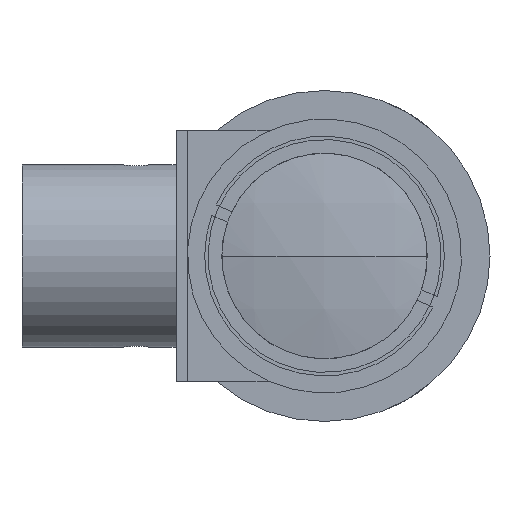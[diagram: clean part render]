
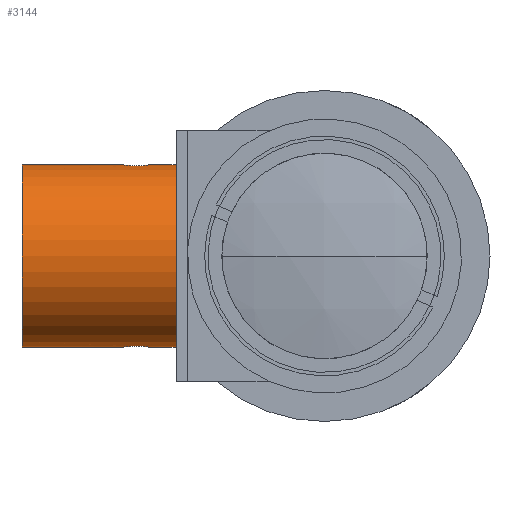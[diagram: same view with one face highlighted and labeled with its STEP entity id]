
A CAD part, left-side view. The second image highlights one B-rep face of the part: STEP entity #3144.
In plain terms, the highlighted cylindrical face has radius 8 mm (diameter 16 mm), a partial arc.
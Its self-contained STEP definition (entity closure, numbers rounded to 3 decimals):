
#2 = CARTESIAN_POINT ( 'NONE',  ( 44.943, 15.871, 7.925 ) ) ;
#21 = CARTESIAN_POINT ( 'NONE',  ( 45.87, 17.742, 7.999 ) ) ;
#43 = EDGE_CURVE ( 'NONE', #3755, #2564, #3470, .T. ) ;
#62 = CARTESIAN_POINT ( 'NONE',  ( 45.036, 17.269, -7.938 ) ) ;
#127 = EDGE_CURVE ( 'NONE', #3427, #3486, #1418, .T. ) ;
#150 = EDGE_CURVE ( 'NONE', #248, #1581, #3442, .T. ) ;
#215 = CARTESIAN_POINT ( 'NONE',  ( 46.035, 13., 8. ) ) ;
#246 = DIRECTION ( 'NONE',  ( 0., 1., 0. ) ) ;
#248 = VERTEX_POINT ( 'NONE', #1454 ) ;
#266 = CARTESIAN_POINT ( 'NONE',  ( 44.818, 16.828, -7.907 ) ) ;
#282 = CARTESIAN_POINT ( 'NONE',  ( 45.953, 15.25, -8. ) ) ;
#300 = CARTESIAN_POINT ( 'NONE',  ( 44.785, 16.336, 7.902 ) ) ;
#318 = CARTESIAN_POINT ( 'NONE',  ( 46.035, 17.75, 8. ) ) ;
#449 = AXIS2_PLACEMENT_3D ( 'NONE', #1277, #3374, #1573 ) ;
#457 = CARTESIAN_POINT ( 'NONE',  ( 46.035, 26.5, -8. ) ) ;
#566 = CARTESIAN_POINT ( 'NONE',  ( 44.785, 16.419, -7.902 ) ) ;
#601 = CARTESIAN_POINT ( 'NONE',  ( 44.793, 16.664, 7.903 ) ) ;
#644 = EDGE_CURVE ( 'NONE', #3138, #248, #1673, .T. ) ;
#688 = LINE ( 'NONE', #3338, #2168 ) ;
#734 = CARTESIAN_POINT ( 'NONE',  ( 45.404, 17.592, -7.977 ) ) ;
#835 = LINE ( 'NONE', #215, #2320 ) ;
#865 = CARTESIAN_POINT ( 'NONE',  ( 44.825, 16.175, -7.908 ) ) ;
#894 = CARTESIAN_POINT ( 'NONE',  ( 44.849, 16.903, 7.912 ) ) ;
#952 = EDGE_CURVE ( 'NONE', #3427, #2564, #688, .T. ) ;
#962 = DIRECTION ( 'NONE',  ( 0., 1., 0. ) ) ;
#1015 = ORIENTED_EDGE ( 'NONE', *, *, #1197, .F. ) ;
#1035 = AXIS2_PLACEMENT_3D ( 'NONE', #1292, #2490, #3096 ) ;
#1085 = ORIENTED_EDGE ( 'NONE', *, *, #952, .F. ) ;
#1157 = CARTESIAN_POINT ( 'NONE',  ( 44.943, 15.87, -7.925 ) ) ;
#1176 = CARTESIAN_POINT ( 'NONE',  ( 46.035, 15.25, 8. ) ) ;
#1190 = CARTESIAN_POINT ( 'NONE',  ( 45.034, 17.267, 7.938 ) ) ;
#1197 = EDGE_CURVE ( 'NONE', #3138, #3280, #3026, .T. ) ;
#1218 = CARTESIAN_POINT ( 'NONE',  ( 45.707, 17.717, -7.995 ) ) ;
#1277 = CARTESIAN_POINT ( 'NONE',  ( 46.035, 13., 0. ) ) ;
#1292 = CARTESIAN_POINT ( 'NONE',  ( 46.035, 13., 0. ) ) ;
#1298 = CARTESIAN_POINT ( 'NONE',  ( 46.035, 17.75, 8. ) ) ;
#1376 = CARTESIAN_POINT ( 'NONE',  ( 46.035, 13., -8. ) ) ;
#1401 = CARTESIAN_POINT ( 'NONE',  ( 46.035, 26.5, 8. ) ) ;
#1418 = B_SPLINE_CURVE_WITH_KNOTS ( 'NONE', 3,
 ( #3164, #2866, #1218, #734, #2290, #62, #2034, #266, #2343, #566, #2654, #865, #2960, #1157, #3267, #1469, #3565, #1761, #3863, #2052, #282, #2361 ),
 .UNSPECIFIED., .F., .F.,
 ( 4, 2, 2, 2, 2, 2, 2, 2, 2, 2, 4 ),
 ( 0., 0., 0.001, 0.001, 0.002, 0.002, 0.002, 0.003, 0.003, 0.004, 0.004 ),
 .UNSPECIFIED. ) ;
#1427 = CARTESIAN_POINT ( 'NONE',  ( 46.035, 13., 8. ) ) ;
#1438 = EDGE_CURVE ( 'NONE', #3280, #3486, #3859, .T. ) ;
#1454 = CARTESIAN_POINT ( 'NONE',  ( 46.035, 15.25, 8. ) ) ;
#1469 = CARTESIAN_POINT ( 'NONE',  ( 45.267, 15.5, -7.964 ) ) ;
#1485 = CARTESIAN_POINT ( 'NONE',  ( 45.404, 15.408, 7.977 ) ) ;
#1500 = CARTESIAN_POINT ( 'NONE',  ( 45.405, 17.592, 7.977 ) ) ;
#1573 = DIRECTION ( 'NONE',  ( 0., 0., -1. ) ) ;
#1581 = VERTEX_POINT ( 'NONE', #1298 ) ;
#1592 = CARTESIAN_POINT ( 'NONE',  ( 46.035, 13., 8. ) ) ;
#1673 = LINE ( 'NONE', #1427, #3811 ) ;
#1761 = CARTESIAN_POINT ( 'NONE',  ( 45.632, 15.314, -7.99 ) ) ;
#1775 = CARTESIAN_POINT ( 'NONE',  ( 45.036, 15.731, 7.938 ) ) ;
#1788 = CARTESIAN_POINT ( 'NONE',  ( 45.71, 17.71, 7.994 ) ) ;
#1879 = DIRECTION ( 'NONE',  ( 0., -1., 0. ) ) ;
#2034 = CARTESIAN_POINT ( 'NONE',  ( 44.943, 17.129, -7.925 ) ) ;
#2052 = CARTESIAN_POINT ( 'NONE',  ( 45.87, 15.258, -7.999 ) ) ;
#2073 = CARTESIAN_POINT ( 'NONE',  ( 44.818, 16.172, 7.907 ) ) ;
#2090 = CARTESIAN_POINT ( 'NONE',  ( 45.953, 17.75, 8. ) ) ;
#2166 = DIRECTION ( 'NONE',  ( 0., 0., -1. ) ) ;
#2168 = VECTOR ( 'NONE', #2722, 1000. ) ;
#2177 = CARTESIAN_POINT ( 'NONE',  ( 46.035, 26.5, 0. ) ) ;
#2290 = CARTESIAN_POINT ( 'NONE',  ( 45.266, 17.499, -7.964 ) ) ;
#2320 = VECTOR ( 'NONE', #3188, 1000. ) ;
#2343 = CARTESIAN_POINT ( 'NONE',  ( 44.785, 16.664, -7.902 ) ) ;
#2349 = ORIENTED_EDGE ( 'NONE', *, *, #644, .T. ) ;
#2360 = CARTESIAN_POINT ( 'NONE',  ( 46.035, 17.75, -8. ) ) ;
#2361 = CARTESIAN_POINT ( 'NONE',  ( 46.035, 15.25, -8. ) ) ;
#2380 = CARTESIAN_POINT ( 'NONE',  ( 44.785, 16.581, 7.902 ) ) ;
#2425 = CARTESIAN_POINT ( 'NONE',  ( 46.035, 15.25, -8. ) ) ;
#2490 = DIRECTION ( 'NONE',  ( 0., 1., 0. ) ) ;
#2564 = VERTEX_POINT ( 'NONE', #457 ) ;
#2593 = EDGE_LOOP ( 'NONE', ( #2772, #1015, #2349, #3741, #3829, #2886, #1085, #3563 ) ) ;
#2654 = CARTESIAN_POINT ( 'NONE',  ( 44.793, 16.336, -7.903 ) ) ;
#2674 = EDGE_CURVE ( 'NONE', #1581, #3755, #835, .T. ) ;
#2689 = CARTESIAN_POINT ( 'NONE',  ( 44.825, 16.825, 7.908 ) ) ;
#2722 = DIRECTION ( 'NONE',  ( 0., 1., 0. ) ) ;
#2760 = CARTESIAN_POINT ( 'NONE',  ( 46.035, 13., -8. ) ) ;
#2772 = ORIENTED_EDGE ( 'NONE', *, *, #1438, .F. ) ;
#2866 = CARTESIAN_POINT ( 'NONE',  ( 45.869, 17.75, -8. ) ) ;
#2886 = ORIENTED_EDGE ( 'NONE', *, *, #43, .T. ) ;
#2960 = CARTESIAN_POINT ( 'NONE',  ( 44.849, 16.097, -7.912 ) ) ;
#2974 = CARTESIAN_POINT ( 'NONE',  ( 45.869, 15.25, 8. ) ) ;
#2990 = CARTESIAN_POINT ( 'NONE',  ( 44.943, 17.13, 7.925 ) ) ;
#3026 = CIRCLE ( 'NONE', #449, 8. ) ;
#3060 = VECTOR ( 'NONE', #962, 1000. ) ;
#3096 = DIRECTION ( 'NONE',  ( 0., 0., 1. ) ) ;
#3121 = AXIS2_PLACEMENT_3D ( 'NONE', #2177, #1879, #2166 ) ;
#3138 = VERTEX_POINT ( 'NONE', #1592 ) ;
#3144 = ADVANCED_FACE ( 'NONE', ( #3411 ), #3332, .T. ) ;
#3164 = CARTESIAN_POINT ( 'NONE',  ( 46.035, 17.75, -8. ) ) ;
#3188 = DIRECTION ( 'NONE',  ( 0., 1., 0. ) ) ;
#3267 = CARTESIAN_POINT ( 'NONE',  ( 45.034, 15.733, -7.938 ) ) ;
#3280 = VERTEX_POINT ( 'NONE', #1376 ) ;
#3282 = CARTESIAN_POINT ( 'NONE',  ( 45.707, 15.283, 7.995 ) ) ;
#3300 = CARTESIAN_POINT ( 'NONE',  ( 45.267, 17.5, 7.964 ) ) ;
#3332 = CYLINDRICAL_SURFACE ( 'NONE', #1035, 8. ) ;
#3338 = CARTESIAN_POINT ( 'NONE',  ( 46.035, 13., -8. ) ) ;
#3374 = DIRECTION ( 'NONE',  ( 0., -1., 0. ) ) ;
#3411 = FACE_OUTER_BOUND ( 'NONE', #2593, .T. ) ;
#3427 = VERTEX_POINT ( 'NONE', #2360 ) ;
#3442 = B_SPLINE_CURVE_WITH_KNOTS ( 'NONE', 3,
 ( #1176, #2974, #3282, #1485, #3582, #1775, #2, #2073, #300, #2380, #601, #2689, #894, #2990, #1190, #3300, #1500, #3604, #1788, #21, #2090, #318 ),
 .UNSPECIFIED., .F., .F.,
 ( 4, 2, 2, 2, 2, 2, 2, 2, 2, 2, 4 ),
 ( 0., 0., 0.001, 0.001, 0.002, 0.002, 0.002, 0.003, 0.003, 0.004, 0.004 ),
 .UNSPECIFIED. ) ;
#3470 = CIRCLE ( 'NONE', #3121, 8. ) ;
#3486 = VERTEX_POINT ( 'NONE', #2425 ) ;
#3563 = ORIENTED_EDGE ( 'NONE', *, *, #127, .T. ) ;
#3565 = CARTESIAN_POINT ( 'NONE',  ( 45.405, 15.408, -7.977 ) ) ;
#3582 = CARTESIAN_POINT ( 'NONE',  ( 45.266, 15.501, 7.964 ) ) ;
#3604 = CARTESIAN_POINT ( 'NONE',  ( 45.632, 17.686, 7.99 ) ) ;
#3741 = ORIENTED_EDGE ( 'NONE', *, *, #150, .T. ) ;
#3755 = VERTEX_POINT ( 'NONE', #1401 ) ;
#3811 = VECTOR ( 'NONE', #246, 1000. ) ;
#3829 = ORIENTED_EDGE ( 'NONE', *, *, #2674, .T. ) ;
#3859 = LINE ( 'NONE', #2760, #3060 ) ;
#3863 = CARTESIAN_POINT ( 'NONE',  ( 45.71, 15.29, -7.994 ) ) ;
